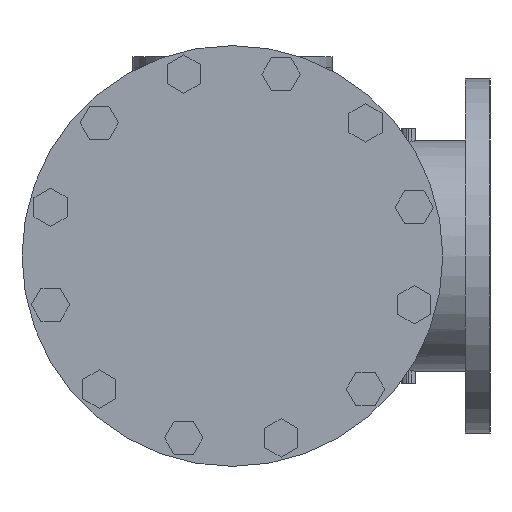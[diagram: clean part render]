
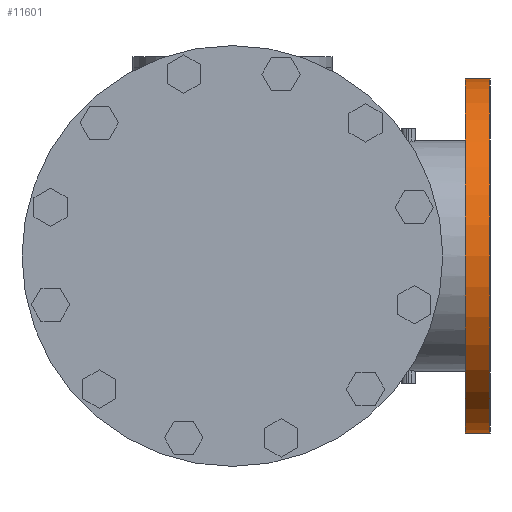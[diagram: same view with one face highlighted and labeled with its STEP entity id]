
A CAD part, left-side view. The second image highlights one B-rep face of the part: STEP entity #11601.
In plain terms, the highlighted cylindrical face has radius 203.2 mm (diameter 406.4 mm), a partial arc.
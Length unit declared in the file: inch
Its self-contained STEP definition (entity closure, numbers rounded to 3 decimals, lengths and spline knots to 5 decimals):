
#3867 = EDGE_CURVE ( 'NONE', #13861, #8137, #7795, .T. ) ;
#4898 = EDGE_CURVE ( 'NONE', #8137, #19405, #11450, .T. ) ;
#4919 = LINE ( 'NONE', #25491, #18876 ) ;
#5512 = EDGE_CURVE ( 'NONE', #21778, #19405, #4919, .T. ) ;
#5939 = ORIENTED_EDGE ( 'NONE', *, *, #5512, .T. ) ;
#6857 = CARTESIAN_POINT ( 'NONE',  ( 706.75562, 173.65136, 0. ) ) ;
#7293 = DIRECTION ( 'NONE',  ( 0., 0., 1. ) ) ;
#7795 = LINE ( 'NONE', #21065, #8426 ) ;
#8137 = VERTEX_POINT ( 'NONE', #24888 ) ;
#8426 = VECTOR ( 'NONE', #9263, 39.37008 ) ;
#8519 = DIRECTION ( 'NONE',  ( 0., 0., 1. ) ) ;
#9263 = DIRECTION ( 'NONE',  ( 0., 1., 0. ) ) ;
#9437 = DIRECTION ( 'NONE',  ( 0., 0., 1. ) ) ;
#11450 = CIRCLE ( 'NONE', #20590, 8. ) ;
#11505 = CYLINDRICAL_SURFACE ( 'NONE', #22184, 8. ) ;
#11601 = ADVANCED_FACE ( 'NONE', ( #12991 ), #11505, .T. ) ;
#12991 = FACE_OUTER_BOUND ( 'NONE', #20901, .T. ) ;
#13625 = CARTESIAN_POINT ( 'NONE',  ( 706.75562, 172.53136, -8. ) ) ;
#13861 = VERTEX_POINT ( 'NONE', #13625 ) ;
#15241 = DIRECTION ( 'NONE',  ( 0., 1., 0. ) ) ;
#16281 = CIRCLE ( 'NONE', #20054, 8. ) ;
#16631 = CARTESIAN_POINT ( 'NONE',  ( 706.75562, 172.53136, 8. ) ) ;
#17400 = CARTESIAN_POINT ( 'NONE',  ( 706.75562, 173.65136, 0. ) ) ;
#17422 = CARTESIAN_POINT ( 'NONE',  ( 706.75562, 173.65136, 8. ) ) ;
#18752 = ORIENTED_EDGE ( 'NONE', *, *, #3867, .F. ) ;
#18876 = VECTOR ( 'NONE', #21671, 39.37008 ) ;
#19070 = DIRECTION ( 'NONE',  ( 0., 1., 0. ) ) ;
#19259 = CARTESIAN_POINT ( 'NONE',  ( 706.75562, 172.53136, 0. ) ) ;
#19405 = VERTEX_POINT ( 'NONE', #17422 ) ;
#20054 = AXIS2_PLACEMENT_3D ( 'NONE', #19259, #15241, #7293 ) ;
#20590 = AXIS2_PLACEMENT_3D ( 'NONE', #17400, #19070, #9437 ) ;
#20901 = EDGE_LOOP ( 'NONE', ( #18752, #23726, #5939, #23268 ) ) ;
#21002 = EDGE_CURVE ( 'NONE', #13861, #21778, #16281, .T. ) ;
#21065 = CARTESIAN_POINT ( 'NONE',  ( 706.75562, 173.65136, -8. ) ) ;
#21671 = DIRECTION ( 'NONE',  ( 0., 1., 0. ) ) ;
#21778 = VERTEX_POINT ( 'NONE', #16631 ) ;
#22184 = AXIS2_PLACEMENT_3D ( 'NONE', #6857, #22739, #8519 ) ;
#22739 = DIRECTION ( 'NONE',  ( 0., 1., 0. ) ) ;
#23268 = ORIENTED_EDGE ( 'NONE', *, *, #4898, .F. ) ;
#23726 = ORIENTED_EDGE ( 'NONE', *, *, #21002, .T. ) ;
#24888 = CARTESIAN_POINT ( 'NONE',  ( 706.75562, 173.65136, -8. ) ) ;
#25491 = CARTESIAN_POINT ( 'NONE',  ( 706.75562, 173.65136, 8. ) ) ;
